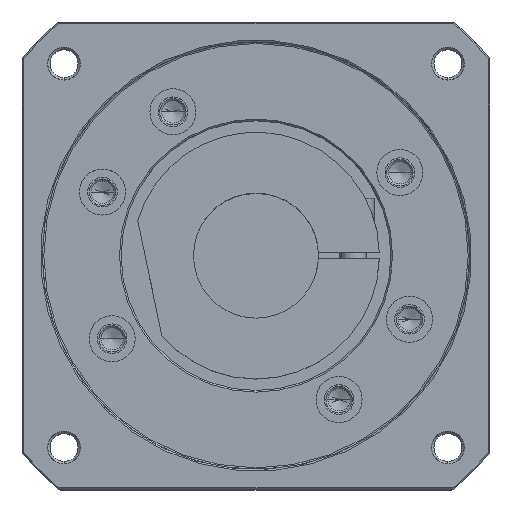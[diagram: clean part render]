
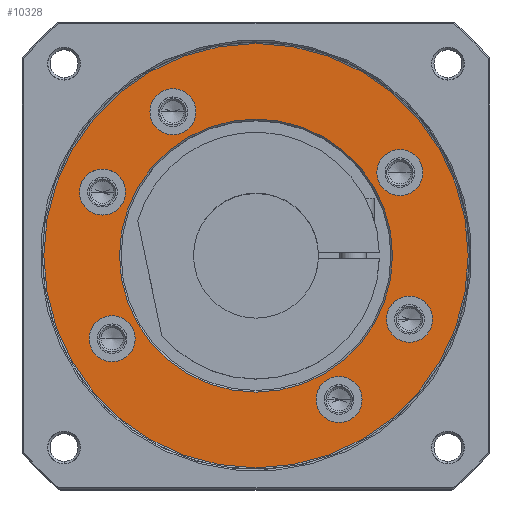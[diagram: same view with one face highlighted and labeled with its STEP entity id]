
A CAD part, top view. The second image highlights one B-rep face of the part: STEP entity #10328.
In plain terms, the highlighted planar face has unit normal (0, 0, 1).
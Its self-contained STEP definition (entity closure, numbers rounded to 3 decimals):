
#8616=CARTESIAN_POINT('',(0.,0.,18.5));
#8617=DIRECTION('',(0.,0.,1.));
#8618=DIRECTION('',(0.,-1.,0.));
#8619=AXIS2_PLACEMENT_3D('',#8616,#8617,#8618);
#8621=CARTESIAN_POINT('',(0.,0.,18.5));
#8622=DIRECTION('',(0.,0.,-1.));
#8623=DIRECTION('',(0.,-1.,0.));
#8624=AXIS2_PLACEMENT_3D('',#8621,#8622,#8623);
#8626=CARTESIAN_POINT('',(43.734,25.25,18.5));
#8627=DIRECTION('',(0.,0.,1.));
#8628=DIRECTION('',(-1.,0.,0.));
#8629=AXIS2_PLACEMENT_3D('',#8626,#8627,#8628);
#8631=CARTESIAN_POINT('',(43.734,25.25,18.5));
#8632=DIRECTION('',(0.,0.,1.));
#8633=DIRECTION('',(1.,0.,0.));
#8634=AXIS2_PLACEMENT_3D('',#8631,#8632,#8633);
#8636=CARTESIAN_POINT('',(-25.25,43.734,18.5));
#8637=DIRECTION('',(0.,0.,1.));
#8638=DIRECTION('',(-1.,0.,0.));
#8639=AXIS2_PLACEMENT_3D('',#8636,#8637,#8638);
#8641=CARTESIAN_POINT('',(-25.25,43.734,18.5));
#8642=DIRECTION('',(0.,0.,1.));
#8643=DIRECTION('',(1.,0.,0.));
#8644=AXIS2_PLACEMENT_3D('',#8641,#8642,#8643);
#8646=CARTESIAN_POINT('',(-43.734,-25.25,18.5));
#8647=DIRECTION('',(0.,0.,1.));
#8648=DIRECTION('',(-1.,0.,0.));
#8649=AXIS2_PLACEMENT_3D('',#8646,#8647,#8648);
#8651=CARTESIAN_POINT('',(-43.734,-25.25,18.5));
#8652=DIRECTION('',(0.,0.,1.));
#8653=DIRECTION('',(1.,0.,0.));
#8654=AXIS2_PLACEMENT_3D('',#8651,#8652,#8653);
#8656=CARTESIAN_POINT('',(25.25,-43.734,18.5));
#8657=DIRECTION('',(0.,0.,1.));
#8658=DIRECTION('',(-1.,0.,0.));
#8659=AXIS2_PLACEMENT_3D('',#8656,#8657,#8658);
#8661=CARTESIAN_POINT('',(25.25,-43.734,18.5));
#8662=DIRECTION('',(0.,0.,1.));
#8663=DIRECTION('',(1.,0.,0.));
#8664=AXIS2_PLACEMENT_3D('',#8661,#8662,#8663);
#8666=CARTESIAN_POINT('',(-19.326,-46.656,18.5));
#8667=DIRECTION('',(0.,0.,1.));
#8668=DIRECTION('',(-1.,0.,0.));
#8669=AXIS2_PLACEMENT_3D('',#8666,#8667,#8668);
#8671=CARTESIAN_POINT('',(-19.326,-46.656,18.5));
#8672=DIRECTION('',(0.,0.,1.));
#8673=DIRECTION('',(1.,0.,0.));
#8674=AXIS2_PLACEMENT_3D('',#8671,#8672,#8673);
#8676=CARTESIAN_POINT('',(19.326,46.656,18.5));
#8677=DIRECTION('',(0.,0.,1.));
#8678=DIRECTION('',(-1.,0.,0.));
#8679=AXIS2_PLACEMENT_3D('',#8676,#8677,#8678);
#8681=CARTESIAN_POINT('',(19.326,46.656,18.5));
#8682=DIRECTION('',(0.,0.,1.));
#8683=DIRECTION('',(1.,0.,0.));
#8684=AXIS2_PLACEMENT_3D('',#8681,#8682,#8683);
#9316=CARTESIAN_POINT('',(0.,0.,18.5));
#9317=DIRECTION('',(0.,0.,-1.));
#9318=DIRECTION('',(1.,0.,0.));
#9319=AXIS2_PLACEMENT_3D('',#9316,#9317,#9318);
#9334=CARTESIAN_POINT('',(0.,0.,18.5));
#9335=DIRECTION('',(0.,0.,-1.));
#9336=DIRECTION('',(-1.,0.,0.));
#9337=AXIS2_PLACEMENT_3D('',#9334,#9335,#9336);
#9785=CARTESIAN_POINT('',(36.734,25.25,18.5));
#9786=CARTESIAN_POINT('',(50.734,25.25,18.5));
#9787=VERTEX_POINT('',#9785);
#9788=VERTEX_POINT('',#9786);
#9789=CARTESIAN_POINT('',(-32.25,43.734,18.5));
#9790=CARTESIAN_POINT('',(-18.25,43.734,18.5));
#9791=VERTEX_POINT('',#9789);
#9792=VERTEX_POINT('',#9790);
#9793=CARTESIAN_POINT('',(-50.734,-25.25,18.5));
#9794=CARTESIAN_POINT('',(-36.734,-25.25,18.5));
#9795=VERTEX_POINT('',#9793);
#9796=VERTEX_POINT('',#9794);
#9797=CARTESIAN_POINT('',(18.25,-43.734,18.5));
#9798=CARTESIAN_POINT('',(32.25,-43.734,18.5));
#9799=VERTEX_POINT('',#9797);
#9800=VERTEX_POINT('',#9798);
#9817=CARTESIAN_POINT('',(0.,-64.5,18.5));
#9818=VERTEX_POINT('',#9817);
#9819=CARTESIAN_POINT('',(0.,64.5,18.5));
#9820=VERTEX_POINT('',#9819);
#9903=CARTESIAN_POINT('',(-26.326,-46.656,18.5));
#9904=CARTESIAN_POINT('',(-12.326,-46.656,18.5));
#9905=VERTEX_POINT('',#9903);
#9906=VERTEX_POINT('',#9904);
#9915=CARTESIAN_POINT('',(12.326,46.656,18.5));
#9916=CARTESIAN_POINT('',(26.326,46.656,18.5));
#9917=VERTEX_POINT('',#9915);
#9918=VERTEX_POINT('',#9916);
#9955=CARTESIAN_POINT('',(-41.5,0.,18.5));
#9956=CARTESIAN_POINT('',(41.5,0.,18.5));
#9957=VERTEX_POINT('',#9955);
#9958=VERTEX_POINT('',#9956);
#10276=CARTESIAN_POINT('',(0.,0.,18.5));
#10277=DIRECTION('',(0.,0.,-1.));
#10278=DIRECTION('',(0.,-1.,0.));
#10279=AXIS2_PLACEMENT_3D('',#10276,#10277,#10278);
#10280=PLANE('',#10279);
#10282=ORIENTED_EDGE('',*,*,#10281,.F.);
#10284=ORIENTED_EDGE('',*,*,#10283,.T.);
#10285=EDGE_LOOP('',(#10282,#10284));
#10286=FACE_OUTER_BOUND('',#10285,.F.);
#10288=ORIENTED_EDGE('',*,*,#10287,.F.);
#10290=ORIENTED_EDGE('',*,*,#10289,.F.);
#10291=EDGE_LOOP('',(#10288,#10290));
#10292=FACE_BOUND('',#10291,.F.);
#10294=ORIENTED_EDGE('',*,*,#10293,.T.);
#10296=ORIENTED_EDGE('',*,*,#10295,.T.);
#10297=EDGE_LOOP('',(#10294,#10296));
#10298=FACE_BOUND('',#10297,.F.);
#10300=ORIENTED_EDGE('',*,*,#10299,.T.);
#10302=ORIENTED_EDGE('',*,*,#10301,.T.);
#10303=EDGE_LOOP('',(#10300,#10302));
#10304=FACE_BOUND('',#10303,.F.);
#10306=ORIENTED_EDGE('',*,*,#10305,.T.);
#10308=ORIENTED_EDGE('',*,*,#10307,.T.);
#10309=EDGE_LOOP('',(#10306,#10308));
#10310=FACE_BOUND('',#10309,.F.);
#10311=ORIENTED_EDGE('',*,*,#10266,.T.);
#10313=ORIENTED_EDGE('',*,*,#10312,.T.);
#10314=EDGE_LOOP('',(#10311,#10313));
#10315=FACE_BOUND('',#10314,.F.);
#10317=ORIENTED_EDGE('',*,*,#10316,.T.);
#10319=ORIENTED_EDGE('',*,*,#10318,.T.);
#10320=EDGE_LOOP('',(#10317,#10319));
#10321=FACE_BOUND('',#10320,.F.);
#10323=ORIENTED_EDGE('',*,*,#10322,.T.);
#10325=ORIENTED_EDGE('',*,*,#10324,.T.);
#10326=EDGE_LOOP('',(#10323,#10325));
#10327=FACE_BOUND('',#10326,.F.);
#10328=ADVANCED_FACE('',(#10286,#10292,#10298,#10304,#10310,#10315,#10321,
#10327),#10280,.F.);
#8620=CIRCLE('',#8619,64.5);
#8625=CIRCLE('',#8624,64.5);
#8630=CIRCLE('',#8629,7.);
#8635=CIRCLE('',#8634,7.);
#8640=CIRCLE('',#8639,7.);
#8645=CIRCLE('',#8644,7.);
#8650=CIRCLE('',#8649,7.);
#8655=CIRCLE('',#8654,7.);
#8660=CIRCLE('',#8659,7.);
#8665=CIRCLE('',#8664,7.);
#8670=CIRCLE('',#8669,7.);
#8675=CIRCLE('',#8674,7.);
#8680=CIRCLE('',#8679,7.);
#8685=CIRCLE('',#8684,7.);
#9320=CIRCLE('',#9319,41.5);
#9338=CIRCLE('',#9337,41.5);
#10266=EDGE_CURVE('',#9799,#9800,#8660,.T.);
#10281=EDGE_CURVE('',#9818,#9820,#8620,.T.);
#10283=EDGE_CURVE('',#9818,#9820,#8625,.T.);
#10287=EDGE_CURVE('',#9958,#9957,#9320,.T.);
#10289=EDGE_CURVE('',#9957,#9958,#9338,.T.);
#10293=EDGE_CURVE('',#9787,#9788,#8630,.T.);
#10295=EDGE_CURVE('',#9788,#9787,#8635,.T.);
#10299=EDGE_CURVE('',#9791,#9792,#8640,.T.);
#10301=EDGE_CURVE('',#9792,#9791,#8645,.T.);
#10305=EDGE_CURVE('',#9795,#9796,#8650,.T.);
#10307=EDGE_CURVE('',#9796,#9795,#8655,.T.);
#10312=EDGE_CURVE('',#9800,#9799,#8665,.T.);
#10316=EDGE_CURVE('',#9905,#9906,#8670,.T.);
#10318=EDGE_CURVE('',#9906,#9905,#8675,.T.);
#10322=EDGE_CURVE('',#9917,#9918,#8680,.T.);
#10324=EDGE_CURVE('',#9918,#9917,#8685,.T.);
